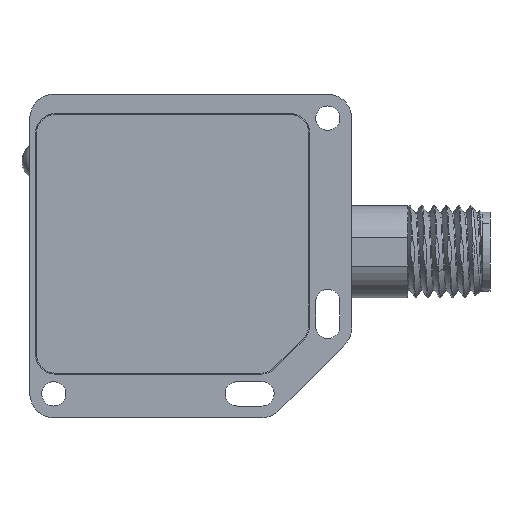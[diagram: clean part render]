
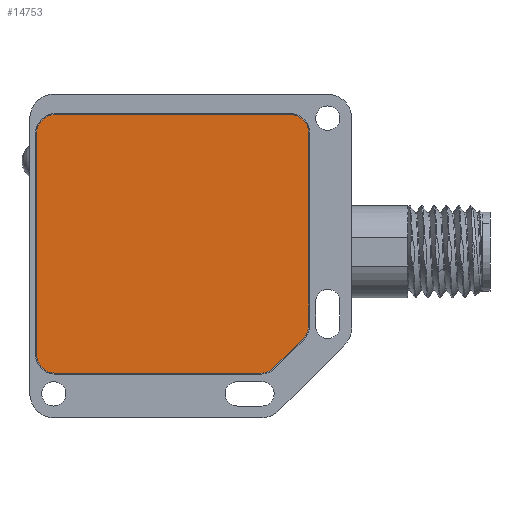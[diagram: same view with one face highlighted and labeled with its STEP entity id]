
A CAD part, left-side view. The second image highlights one B-rep face of the part: STEP entity #14753.
In plain terms, the highlighted face is planar.
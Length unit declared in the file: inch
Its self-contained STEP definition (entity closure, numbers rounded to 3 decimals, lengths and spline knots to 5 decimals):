
#14470=CARTESIAN_POINT('',(0.,-0.98365,0.03));
#14471=DIRECTION('',(0.,0.,-1.));
#14472=DIRECTION('',(1.,0.,0.));
#14473=AXIS2_PLACEMENT_3D('',#14470,#14471,#14472);
#14488=CARTESIAN_POINT('',(-0.15135,-1.135,0.03));
#14489=DIRECTION('',(0.,0.,-1.));
#14490=DIRECTION('',(0.707,-0.707,0.));
#14491=AXIS2_PLACEMENT_3D('',#14488,#14489,#14490);
#14493=DIRECTION('',(1.,0.,0.));
#14494=VECTOR('',#14493,1.05365);
#14495=CARTESIAN_POINT('',(-1.205,-1.23,0.03));
#14496=LINE('',#14495,#14494);
#14497=CARTESIAN_POINT('',(-1.205,-1.135,0.03));
#14498=DIRECTION('',(0.,0.,1.));
#14499=DIRECTION('',(-1.,0.,0.));
#14500=AXIS2_PLACEMENT_3D('',#14497,#14498,#14499);
#14502=DIRECTION('',(0.,-1.,0.));
#14503=VECTOR('',#14502,1.135);
#14504=CARTESIAN_POINT('',(-1.3,0.,0.03));
#14505=LINE('',#14504,#14503);
#14506=CARTESIAN_POINT('',(-1.205,0.,0.03));
#14507=DIRECTION('',(0.,0.,1.));
#14508=DIRECTION('',(0.,1.,0.));
#14509=AXIS2_PLACEMENT_3D('',#14506,#14507,#14508);
#14511=DIRECTION('',(-1.,0.,0.));
#14512=VECTOR('',#14511,1.205);
#14513=CARTESIAN_POINT('',(0.,0.095,0.03));
#14514=LINE('',#14513,#14512);
#14515=CARTESIAN_POINT('',(0.,0.,0.03));
#14516=DIRECTION('',(0.,0.,1.));
#14517=DIRECTION('',(1.,0.,0.));
#14518=AXIS2_PLACEMENT_3D('',#14515,#14516,#14517);
#14520=DIRECTION('',(0.,1.,0.));
#14521=VECTOR('',#14520,0.98365);
#14522=CARTESIAN_POINT('',(0.095,-0.98365,0.03));
#14523=LINE('',#14522,#14521);
#14524=DIRECTION('',(0.707,0.707,0.));
#14525=VECTOR('',#14524,0.21404);
#14526=CARTESIAN_POINT('',(-0.08418,-1.20218,0.03));
#14527=LINE('',#14526,#14525);
#14540=CARTESIAN_POINT('',(0.095,0.,0.03));
#14541=CARTESIAN_POINT('',(0.,0.095,0.03));
#14542=VERTEX_POINT('',#14540);
#14543=VERTEX_POINT('',#14541);
#14544=CARTESIAN_POINT('',(-1.205,0.095,0.03));
#14545=VERTEX_POINT('',#14544);
#14546=CARTESIAN_POINT('',(-1.3,0.,0.03));
#14547=VERTEX_POINT('',#14546);
#14548=CARTESIAN_POINT('',(-1.3,-1.135,0.03));
#14549=VERTEX_POINT('',#14548);
#14550=CARTESIAN_POINT('',(-1.205,-1.23,0.03));
#14551=VERTEX_POINT('',#14550);
#14553=CARTESIAN_POINT('',(0.095,-0.98365,0.03));
#14555=VERTEX_POINT('',#14553);
#14557=CARTESIAN_POINT('',(0.06718,-1.05082,0.03));
#14559=VERTEX_POINT('',#14557);
#14561=CARTESIAN_POINT('',(-0.08418,-1.20218,0.03));
#14563=VERTEX_POINT('',#14561);
#14565=CARTESIAN_POINT('',(-0.15135,-1.23,0.03));
#14567=VERTEX_POINT('',#14565);
#14736=CARTESIAN_POINT('',(0.,0.,0.03));
#14737=DIRECTION('',(0.,0.,1.));
#14738=DIRECTION('',(1.,0.,0.));
#14739=AXIS2_PLACEMENT_3D('',#14736,#14737,#14738);
#14740=PLANE('',#14739);
#14741=ORIENTED_EDGE('',*,*,#14604,.F.);
#14742=ORIENTED_EDGE('',*,*,#14619,.F.);
#14743=ORIENTED_EDGE('',*,*,#14633,.F.);
#14744=ORIENTED_EDGE('',*,*,#14647,.F.);
#14745=ORIENTED_EDGE('',*,*,#14661,.F.);
#14746=ORIENTED_EDGE('',*,*,#14675,.F.);
#14747=ORIENTED_EDGE('',*,*,#14689,.F.);
#14748=ORIENTED_EDGE('',*,*,#14704,.T.);
#14749=ORIENTED_EDGE('',*,*,#14717,.F.);
#14750=ORIENTED_EDGE('',*,*,#14731,.T.);
#14751=EDGE_LOOP('',(#14741,#14742,#14743,#14744,#14745,#14746,#14747,#14748,
#14749,#14750));
#14752=FACE_OUTER_BOUND('',#14751,.F.);
#14753=ADVANCED_FACE('',(#14752),#14740,.T.);
#14474=CIRCLE('',#14473,0.095);
#14492=CIRCLE('',#14491,0.095);
#14501=CIRCLE('',#14500,0.095);
#14510=CIRCLE('',#14509,0.095);
#14519=CIRCLE('',#14518,0.095);
#14604=EDGE_CURVE('',#14551,#14567,#14496,.T.);
#14619=EDGE_CURVE('',#14549,#14551,#14501,.T.);
#14633=EDGE_CURVE('',#14547,#14549,#14505,.T.);
#14647=EDGE_CURVE('',#14545,#14547,#14510,.T.);
#14661=EDGE_CURVE('',#14543,#14545,#14514,.T.);
#14675=EDGE_CURVE('',#14542,#14543,#14519,.T.);
#14689=EDGE_CURVE('',#14555,#14542,#14523,.T.);
#14704=EDGE_CURVE('',#14555,#14559,#14474,.T.);
#14717=EDGE_CURVE('',#14563,#14559,#14527,.T.);
#14731=EDGE_CURVE('',#14563,#14567,#14492,.T.);
